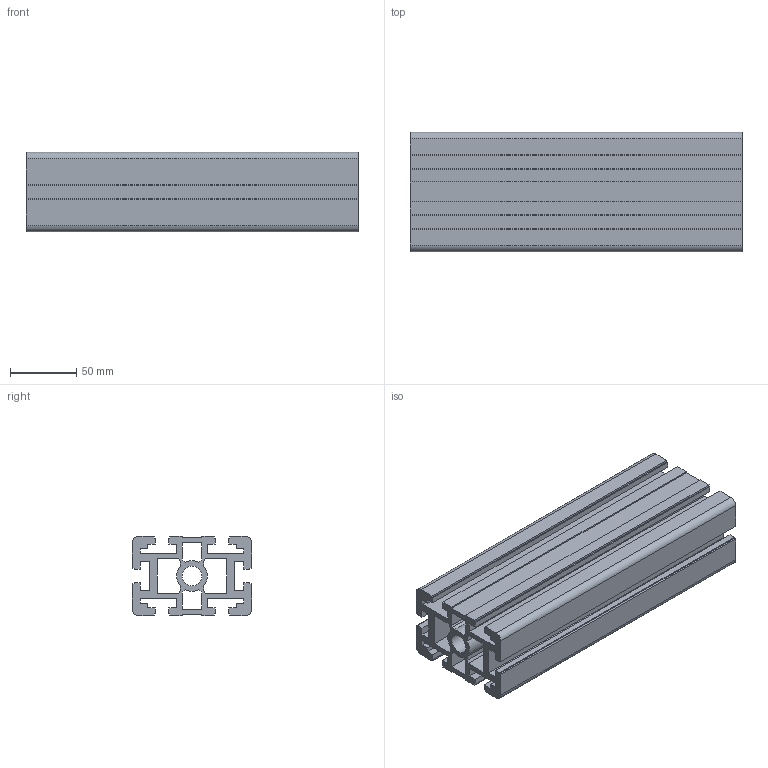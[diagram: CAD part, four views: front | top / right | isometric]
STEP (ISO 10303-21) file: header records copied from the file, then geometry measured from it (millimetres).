
FILE_DESCRIPTION (( 'STEP AP214' ), '1' );
FILE_NAME ('3_842_990_450_250-Bosch.step', '2020-07-03T06:44:39', ( '' ), ( '' ), 'SwSTEP 2.0', 'SolidWorks 2010', '' );
FILE_SCHEMA (( 'AUTOMOTIVE_DESIGN' ));
Length unit declared in the file: millimetre
Products named in the file (1): 3_842_990_450_250-Bosch
Bounding box: 250 x 90 x 60 mm (x, y, z)
Volume: 638411.7 mm3; surface area: 247771.2 mm2
Topology: 1 solids, 1 shells, 131 faces, 387 edges, 258 vertices
Faces by surface type: plane 122, cylinder 9
Full cylindrical faces by diameter (mm): 15 x1
Entity records: 4348 total; most frequent: CARTESIAN_POINT 776, ORIENTED_EDGE 772, DIRECTION 668, EDGE_CURVE 386, VECTOR 368, LINE 368, VERTEX_POINT 258, AXIS2_PLACEMENT_3D 150
